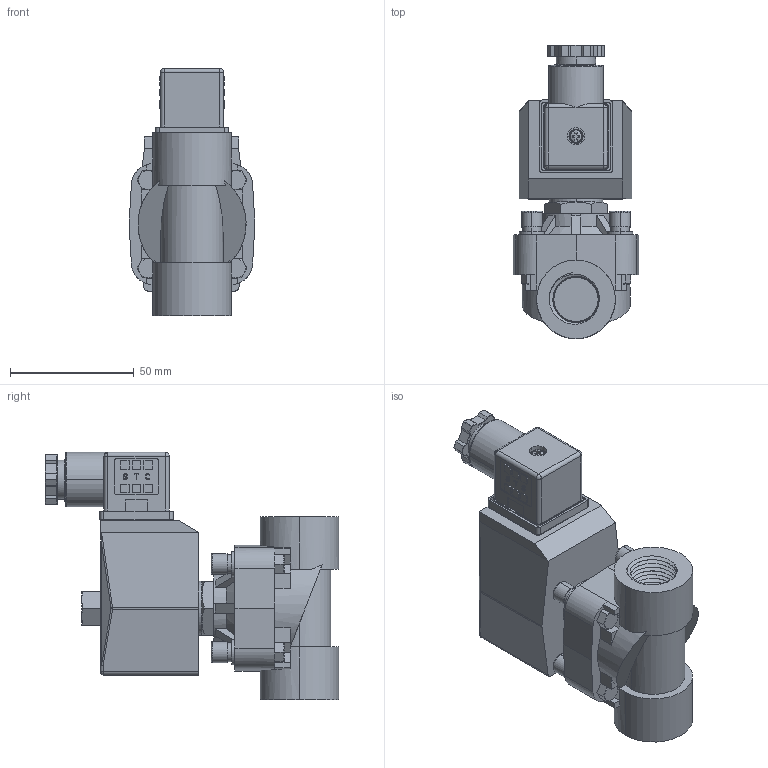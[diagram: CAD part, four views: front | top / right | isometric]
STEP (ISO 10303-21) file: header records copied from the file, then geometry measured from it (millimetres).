
FILE_DESCRIPTION (( 'STEP AP214' ), '1' );
FILE_NAME ('2P160-1-2.STEP', '2018-10-10T17:48:40', ( '' ), ( '' ), 'SwSTEP 2.0', 'SolidWorks 2016', '' );
FILE_SCHEMA (( 'AUTOMOTIVE_DESIGN' ));
Length unit declared in the file: millimetre
Products named in the file (1): 2P160-1-2
Bounding box: 50.8 x 118.5 x 99.86 mm (x, y, z)
Volume: 204330.1 mm3; surface area: 59583.4 mm2
Topology: 20 solids, 20 shells, 1263 faces, 3583 edges, 2404 vertices
Faces by surface type: plane 717, cylinder 337, cone 110, bspline 52, torus 26, sphere 21
Entity records: 79373 total; most frequent: CARTESIAN_POINT 34226, ORIENTED_EDGE 7150, DIRECTION 5373, EDGE_CURVE 3575, VERTEX_POINT 2404, VECTOR 2083, LINE 2083, AXIS2_PLACEMENT_3D 1645
